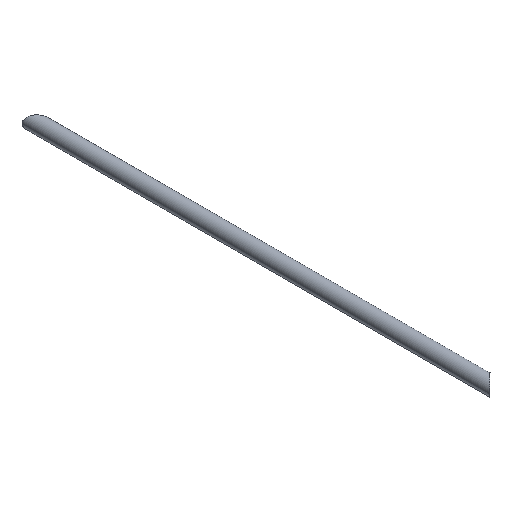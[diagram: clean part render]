
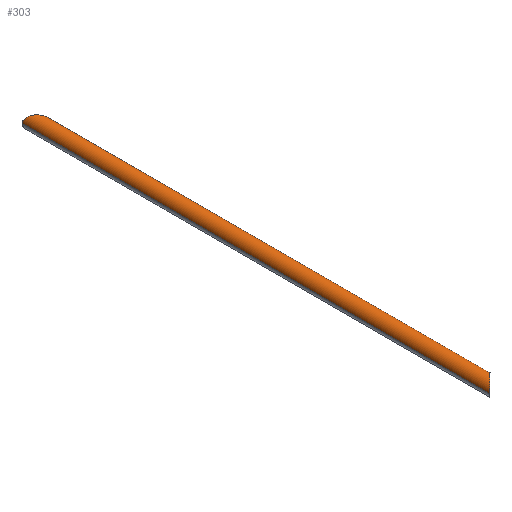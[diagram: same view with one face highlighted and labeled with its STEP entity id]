
A CAD part, isometric view. The second image highlights one B-rep face of the part: STEP entity #303.
In plain terms, the highlighted cylindrical face has radius 10 mm (diameter 20 mm), a partial arc.
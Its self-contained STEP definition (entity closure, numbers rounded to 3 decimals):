
#58=CARTESIAN_POINT('Control Point',(-2271.493,-294.548,107.621)) ;
#59=CARTESIAN_POINT('Control Point',(-2271.493,-294.548,108.258)) ;
#60=CARTESIAN_POINT('Control Point',(-2271.543,-294.598,108.894)) ;
#61=CARTESIAN_POINT('Control Point',(-2271.645,-294.7,109.519)) ;
#62=CARTESIAN_POINT('Control Point',(-2271.911,-294.966,110.612)) ;
#63=CARTESIAN_POINT('Control Point',(-2272.308,-295.363,111.619)) ;
#64=CARTESIAN_POINT('Control Point',(-2272.508,-295.563,112.049)) ;
#65=CARTESIAN_POINT('Control Point',(-2273.118,-296.173,113.182)) ;
#66=CARTESIAN_POINT('Control Point',(-2273.861,-296.916,114.151)) ;
#67=CARTESIAN_POINT('Control Point',(-2274.375,-297.43,114.703)) ;
#68=CARTESIAN_POINT('Control Point',(-2275.354,-298.409,115.58)) ;
#69=CARTESIAN_POINT('Control Point',(-2276.407,-299.462,116.258)) ;
#70=CARTESIAN_POINT('Control Point',(-2276.887,-299.942,116.522)) ;
#71=CARTESIAN_POINT('Control Point',(-2278.219,-301.274,117.143)) ;
#72=CARTESIAN_POINT('Control Point',(-2279.603,-302.658,117.502)) ;
#73=CARTESIAN_POINT('Control Point',(-2280.489,-303.544,117.63)) ;
#74=CARTESIAN_POINT('Control Point',(-2282.19,-305.245,117.687)) ;
#75=CARTESIAN_POINT('Control Point',(-2283.877,-306.932,117.384)) ;
#76=CARTESIAN_POINT('Control Point',(-2284.672,-307.727,117.157)) ;
#77=CARTESIAN_POINT('Control Point',(-2286.278,-309.333,116.512)) ;
#78=CARTESIAN_POINT('Control Point',(-2287.781,-310.836,115.482)) ;
#79=CARTESIAN_POINT('Control Point',(-2288.516,-311.571,114.843)) ;
#80=CARTESIAN_POINT('Control Point',(-2289.519,-312.574,113.724)) ;
#81=CARTESIAN_POINT('Control Point',(-2290.329,-313.384,112.346)) ;
#82=CARTESIAN_POINT('Control Point',(-2290.569,-313.624,111.871)) ;
#83=CARTESIAN_POINT('Control Point',(-2290.964,-314.019,110.934)) ;
#84=CARTESIAN_POINT('Control Point',(-2291.244,-314.299,109.919)) ;
#85=CARTESIAN_POINT('Control Point',(-2291.347,-314.402,109.432)) ;
#86=CARTESIAN_POINT('Control Point',(-2291.442,-314.497,108.774)) ;
#87=CARTESIAN_POINT('Control Point',(-2291.483,-314.538,108.108)) ;
#88=CARTESIAN_POINT('Control Point',(-2291.49,-314.544,107.946)) ;
#89=CARTESIAN_POINT('Control Point',(-2291.493,-314.548,107.783)) ;
#90=CARTESIAN_POINT('Control Point',(-2291.493,-314.548,107.621)) ;
#91=CARTESIAN_POINT('Vertex',(-2271.493,-294.548,107.621)) ;
#93=CARTESIAN_POINT('Vertex',(-2291.493,-314.548,107.621)) ;
#219=CARTESIAN_POINT('Line Origine',(-2291.493,0.,107.621)) ;
#223=CARTESIAN_POINT('Vertex',(-2291.493,314.548,107.621)) ;
#251=CARTESIAN_POINT('Vertex',(-2271.493,294.548,107.621)) ;
#254=CARTESIAN_POINT('Line Origine',(-2271.493,0.,107.621)) ;
#266=CARTESIAN_POINT('Axis2P3D Location',(-2281.493,0.,107.621)) ;
#272=CARTESIAN_POINT('Control Point',(-2271.493,294.548,107.621)) ;
#273=CARTESIAN_POINT('Control Point',(-2271.493,294.548,108.771)) ;
#274=CARTESIAN_POINT('Control Point',(-2271.658,294.713,109.921)) ;
#275=CARTESIAN_POINT('Control Point',(-2271.989,295.044,111.002)) ;
#276=CARTESIAN_POINT('Control Point',(-2272.786,295.841,112.747)) ;
#277=CARTESIAN_POINT('Control Point',(-2273.861,296.916,114.151)) ;
#278=CARTESIAN_POINT('Control Point',(-2274.375,297.43,114.703)) ;
#279=CARTESIAN_POINT('Control Point',(-2276.106,299.161,116.253)) ;
#280=CARTESIAN_POINT('Control Point',(-2278.069,301.124,117.183)) ;
#281=CARTESIAN_POINT('Control Point',(-2279.457,302.512,117.562)) ;
#282=CARTESIAN_POINT('Control Point',(-2281.679,304.734,117.779)) ;
#283=CARTESIAN_POINT('Control Point',(-2283.877,306.932,117.384)) ;
#284=CARTESIAN_POINT('Control Point',(-2284.672,307.727,117.157)) ;
#285=CARTESIAN_POINT('Control Point',(-2286.278,309.333,116.512)) ;
#286=CARTESIAN_POINT('Control Point',(-2287.781,310.836,115.482)) ;
#287=CARTESIAN_POINT('Control Point',(-2288.516,311.571,114.843)) ;
#288=CARTESIAN_POINT('Control Point',(-2289.519,312.574,113.724)) ;
#289=CARTESIAN_POINT('Control Point',(-2290.329,313.384,112.346)) ;
#290=CARTESIAN_POINT('Control Point',(-2290.569,313.624,111.871)) ;
#291=CARTESIAN_POINT('Control Point',(-2291.023,314.078,110.794)) ;
#292=CARTESIAN_POINT('Control Point',(-2291.325,314.38,109.614)) ;
#293=CARTESIAN_POINT('Control Point',(-2291.437,314.492,108.958)) ;
#294=CARTESIAN_POINT('Control Point',(-2291.493,314.548,108.29)) ;
#295=CARTESIAN_POINT('Control Point',(-2291.493,314.548,107.621)) ;
#220=DIRECTION('Vector Direction',(0.,-1.,0.)) ;
#255=DIRECTION('Vector Direction',(0.,-1.,0.)) ;
#267=DIRECTION('Axis2P3D Direction',(0.,-1.,0.)) ;
#268=DIRECTION('Axis2P3D XDirection',(1.,0.,0.)) ;
#269=AXIS2_PLACEMENT_3D('Cylinder Axis2P3D',#266,#267,#268) ;
#298=ORIENTED_EDGE('',*,*,#95,.F.) ;
#299=ORIENTED_EDGE('',*,*,#258,.F.) ;
#300=ORIENTED_EDGE('',*,*,#296,.T.) ;
#301=ORIENTED_EDGE('',*,*,#225,.T.) ;
#221=VECTOR('Line Direction',#220,1.) ;
#256=VECTOR('Line Direction',#255,1.) ;
#303=ADVANCED_FACE('Corps principal',(#302),#270,.T.) ;
#57=B_SPLINE_CURVE_WITH_KNOTS('',5,(#58,#59,#60,#61,#62,#63,#64,#65,#66,#67,#68,#69,#70,#71,#72,#73,#74,#75,#76,#77,#78,#79,#80,#81,#82,#83,#84,#85,#86,#87,#88,#89,#90),.UNSPECIFIED.,.F.,.U.,(6,3,3,3,3,3,3,3,3,3,6),(0.,4.501,8.131,14.545,19.683,28.556,36.644,45.188,49.293,52.872,54.019),.UNSPECIFIED.) ;
#271=B_SPLINE_CURVE_WITH_KNOTS('',5,(#272,#273,#274,#275,#276,#277,#278,#279,#280,#281,#282,#283,#284,#285,#286,#287,#288,#289,#290,#291,#292,#293,#294,#295),.UNSPECIFIED.,.F.,.U.,(6,3,3,3,3,3,3,6),(0.,8.131,14.545,28.556,36.644,45.188,49.293,54.019),.UNSPECIFIED.) ;
#270=CYLINDRICAL_SURFACE('generated cylinder',#269,10.) ;
#95=EDGE_CURVE('',#92,#94,#57,.T.) ;
#225=EDGE_CURVE('',#224,#94,#222,.T.) ;
#258=EDGE_CURVE('',#252,#92,#257,.T.) ;
#296=EDGE_CURVE('',#252,#224,#271,.T.) ;
#297=EDGE_LOOP('',(#298,#299,#300,#301)) ;
#302=FACE_OUTER_BOUND('',#297,.T.) ;
#222=LINE('Line',#219,#221) ;
#257=LINE('Line',#254,#256) ;
#92=VERTEX_POINT('',#91) ;
#94=VERTEX_POINT('',#93) ;
#224=VERTEX_POINT('',#223) ;
#252=VERTEX_POINT('',#251) ;
